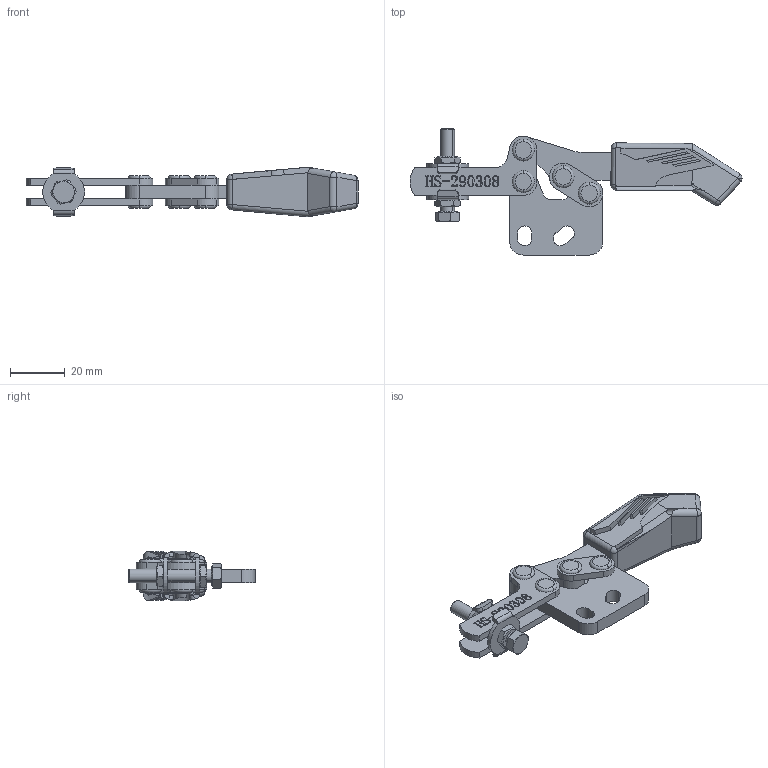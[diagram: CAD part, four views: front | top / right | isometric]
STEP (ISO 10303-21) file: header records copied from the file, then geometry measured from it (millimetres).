
FILE_DESCRIPTION (( 'STEP AP203' ), '1' );
FILE_NAME ('HS-290308.STEP', '2019-07-30T13:02:47', ( '微软用户' ), ( '微软中国' ), 'SwSTEP 2.0', 'SolidWorks 2012', '' );
FILE_SCHEMA (( 'CONFIG_CONTROL_DESIGN' ));
Length unit declared in the file: millimetre
Products named in the file (11): HS-290308; FW-141; 揤參; hex thin nuts-grades ab-chamfered gb_GB_FASTENER_NUT_STNAB M5-N; hexagon head bolts-full thread gb_GB_FASTENER_BOLT_STBAB A M5X30-C; 种; 忒梟; 忒參; 蟀裝; 菁釱
Assembly tree (16 placements, depth 2):
  HS-290308
    菁釱
    蟀裝  x2
    忒參
    忒梟
    种  x4
    hexagon head bolts-full thread gb_GB_FASTENER_BOLT_STBAB A M5X30-C
    hex thin nuts-grades ab-chamfered gb_GB_FASTENER_NUT_STNAB M5-N  x2
    揤參
    揤參
    FW-141  x2
Bounding box: 120.78 x 45.9 x 18 mm (x, y, z)
Volume: 22040.8 mm3; surface area: 17328.6 mm2
Topology: 16 solids, 16 shells, 705 faces, 1844 edges, 1208 vertices
Faces by surface type: plane 362, bspline 170, cylinder 121, cone 26, torus 16, sphere 10
Entity records: 29317 total; most frequent: CARTESIAN_POINT 13570, ORIENTED_EDGE 3308, DIRECTION 2390, EDGE_CURVE 1654, VERTEX_POINT 1088, VECTOR 1038, LINE 1038, EDGE_LOOP 690
